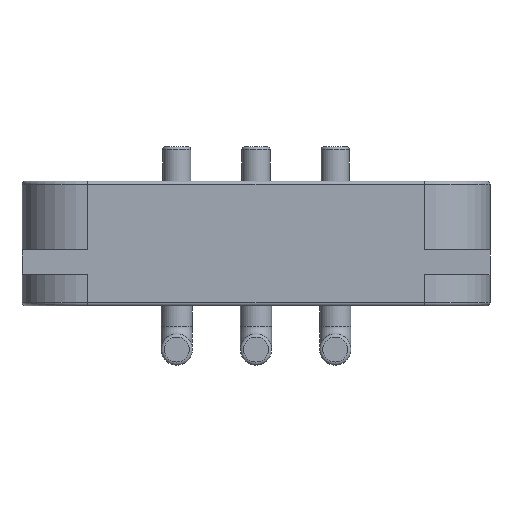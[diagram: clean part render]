
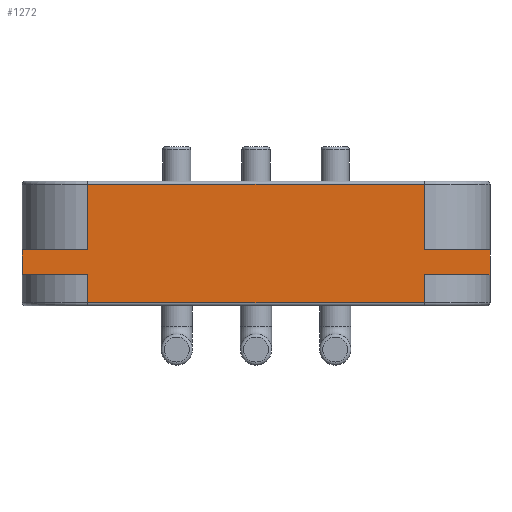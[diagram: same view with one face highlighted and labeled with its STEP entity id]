
A CAD part, front view. The second image highlights one B-rep face of the part: STEP entity #1272.
In plain terms, the highlighted planar face has unit normal (0, -1, 0).
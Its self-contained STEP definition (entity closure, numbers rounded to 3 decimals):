
#95=PLANE('',#1442);
#145=FACE_OUTER_BOUND('',#243,.T.);
#243=EDGE_LOOP('',(#912,#913,#914,#915,#916,#917,#918,#919,#920,#921,#922,
#923));
#349=LINE('',#2156,#413);
#353=LINE('',#2177,#417);
#355=LINE('',#2185,#419);
#356=LINE('',#2187,#420);
#357=LINE('',#2189,#421);
#358=LINE('',#2191,#422);
#359=LINE('',#2193,#423);
#360=LINE('',#2195,#424);
#361=LINE('',#2197,#425);
#362=LINE('',#2199,#426);
#363=LINE('',#2201,#427);
#364=LINE('',#2202,#428);
#413=VECTOR('',#1667,10.);
#417=VECTOR('',#1693,10.);
#419=VECTOR('',#1701,10.);
#420=VECTOR('',#1702,10.);
#421=VECTOR('',#1703,10.);
#422=VECTOR('',#1704,10.);
#423=VECTOR('',#1705,10.);
#424=VECTOR('',#1706,10.);
#425=VECTOR('',#1707,10.);
#426=VECTOR('',#1708,10.);
#427=VECTOR('',#1709,10.);
#428=VECTOR('',#1710,10.);
#596=VERTEX_POINT('',#2153);
#597=VERTEX_POINT('',#2155);
#603=VERTEX_POINT('',#2176);
#606=VERTEX_POINT('',#2184);
#607=VERTEX_POINT('',#2186);
#608=VERTEX_POINT('',#2188);
#609=VERTEX_POINT('',#2190);
#610=VERTEX_POINT('',#2192);
#611=VERTEX_POINT('',#2194);
#612=VERTEX_POINT('',#2196);
#613=VERTEX_POINT('',#2198);
#614=VERTEX_POINT('',#2200);
#710=EDGE_CURVE('',#596,#597,#349,.T.);
#721=EDGE_CURVE('',#597,#603,#353,.T.);
#725=EDGE_CURVE('',#596,#606,#355,.T.);
#726=EDGE_CURVE('',#607,#606,#356,.T.);
#727=EDGE_CURVE('',#607,#608,#357,.T.);
#728=EDGE_CURVE('',#609,#608,#358,.T.);
#729=EDGE_CURVE('',#609,#610,#359,.T.);
#730=EDGE_CURVE('',#611,#610,#360,.T.);
#731=EDGE_CURVE('',#612,#611,#361,.T.);
#732=EDGE_CURVE('',#613,#612,#362,.T.);
#733=EDGE_CURVE('',#614,#613,#363,.T.);
#734=EDGE_CURVE('',#603,#614,#364,.T.);
#912=ORIENTED_EDGE('',*,*,#710,.F.);
#913=ORIENTED_EDGE('',*,*,#725,.T.);
#914=ORIENTED_EDGE('',*,*,#726,.F.);
#915=ORIENTED_EDGE('',*,*,#727,.T.);
#916=ORIENTED_EDGE('',*,*,#728,.F.);
#917=ORIENTED_EDGE('',*,*,#729,.T.);
#918=ORIENTED_EDGE('',*,*,#730,.F.);
#919=ORIENTED_EDGE('',*,*,#731,.F.);
#920=ORIENTED_EDGE('',*,*,#732,.F.);
#921=ORIENTED_EDGE('',*,*,#733,.F.);
#922=ORIENTED_EDGE('',*,*,#734,.F.);
#923=ORIENTED_EDGE('',*,*,#721,.F.);
#1272=ADVANCED_FACE('',(#145),#95,.T.);
#1442=AXIS2_PLACEMENT_3D('',#2183,#1699,#1700);
#1667=DIRECTION('',(-1.,0.,0.));
#1693=DIRECTION('',(0.,0.,1.));
#1699=DIRECTION('center_axis',(0.,-1.,0.));
#1700=DIRECTION('ref_axis',(1.,0.,0.));
#1701=DIRECTION('',(0.,0.,1.));
#1702=DIRECTION('',(-1.,0.,0.));
#1703=DIRECTION('',(0.,0.,1.));
#1704=DIRECTION('',(1.,0.,0.));
#1705=DIRECTION('',(0.,0.,1.));
#1706=DIRECTION('',(1.,0.,0.));
#1707=DIRECTION('',(0.,0.,1.));
#1708=DIRECTION('',(1.,0.,0.));
#1709=DIRECTION('',(0.,0.,1.));
#1710=DIRECTION('',(-1.,0.,0.));
#2153=CARTESIAN_POINT('',(5.4,-2.1,0.1));
#2155=CARTESIAN_POINT('',(-5.4,-2.1,0.1));
#2156=CARTESIAN_POINT('',(-2.7,-2.1,0.1));
#2176=CARTESIAN_POINT('',(-5.4,-2.1,1.));
#2177=CARTESIAN_POINT('',(-5.4,-2.1,0.));
#2183=CARTESIAN_POINT('Origin',(-5.4,-2.1,0.));
#2184=CARTESIAN_POINT('',(5.4,-2.1,1.));
#2185=CARTESIAN_POINT('',(5.4,-2.1,0.));
#2186=CARTESIAN_POINT('',(7.5,-2.1,1.));
#2187=CARTESIAN_POINT('',(7.5,-2.1,1.));
#2188=CARTESIAN_POINT('',(7.5,-2.1,1.8));
#2189=CARTESIAN_POINT('',(7.5,-2.1,1.));
#2190=CARTESIAN_POINT('',(5.4,-2.1,1.8));
#2191=CARTESIAN_POINT('',(7.5,-2.1,1.8));
#2192=CARTESIAN_POINT('',(5.4,-2.1,3.9));
#2193=CARTESIAN_POINT('',(5.4,-2.1,0.));
#2194=CARTESIAN_POINT('',(-5.4,-2.1,3.9));
#2195=CARTESIAN_POINT('',(-2.7,-2.1,3.9));
#2196=CARTESIAN_POINT('',(-5.4,-2.1,1.8));
#2197=CARTESIAN_POINT('',(-5.4,-2.1,0.));
#2198=CARTESIAN_POINT('',(-7.5,-2.1,1.8));
#2199=CARTESIAN_POINT('',(7.5,-2.1,1.8));
#2200=CARTESIAN_POINT('',(-7.5,-2.1,1.));
#2201=CARTESIAN_POINT('',(-7.5,-2.1,1.));
#2202=CARTESIAN_POINT('',(7.5,-2.1,1.));
